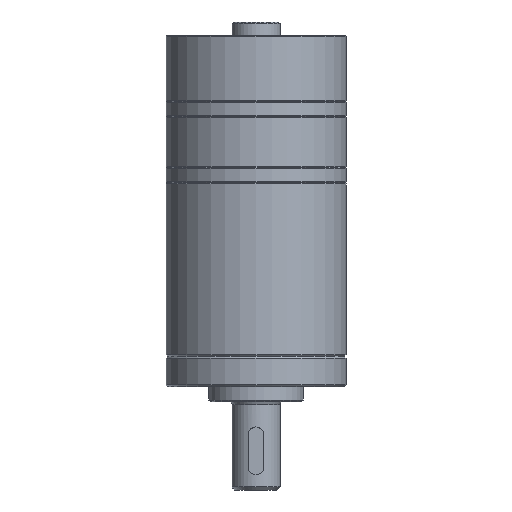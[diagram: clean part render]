
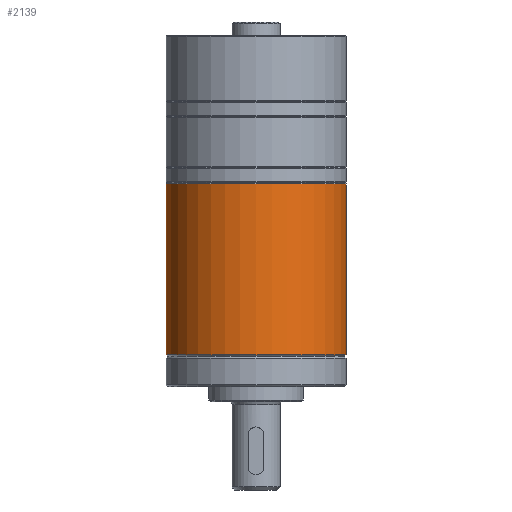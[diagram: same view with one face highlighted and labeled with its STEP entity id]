
A CAD part, front view. The second image highlights one B-rep face of the part: STEP entity #2139.
In plain terms, the highlighted cylindrical face has radius 30 mm (diameter 60 mm), a partial arc.
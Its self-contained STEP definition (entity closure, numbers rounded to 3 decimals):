
#983 = VERTEX_POINT ( 'NONE', #3593 ) ;
#1016 = VERTEX_POINT ( 'NONE', #3653 ) ;
#1017 = VERTEX_POINT ( 'NONE', #3652 ) ;
#1019 = VERTEX_POINT ( 'NONE', #3651 ) ;
#1025 = EDGE_CURVE ( 'NONE', #1019, #1017, #3705, .T. ) ;
#1043 = EDGE_CURVE ( 'NONE', #983, #1016, #3730, .T. ) ;
#2114 = EDGE_CURVE ( 'NONE', #1017, #1016, #5579, .T. ) ;
#2139 = ADVANCED_FACE ( 'NONE', ( #5648 ), #5647, .T. ) ;
#2140 = EDGE_LOOP ( 'NONE', ( #2141, #2142, #2144, #2145 ) ) ;
#2141 = ORIENTED_EDGE ( 'NONE', *, *, #1043, .F. ) ;
#2142 = ORIENTED_EDGE ( 'NONE', *, *, #2143, .T. ) ;
#2143 = EDGE_CURVE ( 'NONE', #983, #1019, #5646, .T. ) ;
#2144 = ORIENTED_EDGE ( 'NONE', *, *, #1025, .T. ) ;
#2145 = ORIENTED_EDGE ( 'NONE', *, *, #2114, .T. ) ;
#3593 = CARTESIAN_POINT ( 'NONE',  ( 30., 0., 67.5 ) ) ;
#3651 = CARTESIAN_POINT ( 'NONE',  ( -30., 0., 67.5 ) ) ;
#3652 = CARTESIAN_POINT ( 'NONE',  ( -30., 0., 10.5 ) ) ;
#3653 = CARTESIAN_POINT ( 'NONE',  ( 30., 0., 10.5 ) ) ;
#3702 = DIRECTION ( 'NONE',  ( 0., 0., -1. ) ) ;
#3703 = VECTOR ( 'NONE', #3702, 1000. ) ;
#3704 = CARTESIAN_POINT ( 'NONE',  ( -30., 0., 68. ) ) ;
#3705 = LINE ( 'NONE', #3704, #3703 ) ;
#3727 = DIRECTION ( 'NONE',  ( 0., 0., -1. ) ) ;
#3728 = VECTOR ( 'NONE', #3727, 1000. ) ;
#3729 = CARTESIAN_POINT ( 'NONE',  ( 30., 0., 68. ) ) ;
#3730 = LINE ( 'NONE', #3729, #3728 ) ;
#5575 = DIRECTION ( 'NONE',  ( 1., 0., 0. ) ) ;
#5576 = DIRECTION ( 'NONE',  ( 0., 0., 1. ) ) ;
#5577 = CARTESIAN_POINT ( 'NONE',  ( 0., 0., 10.5 ) ) ;
#5578 = AXIS2_PLACEMENT_3D ( 'NONE', #5577, #5576, #5575 ) ;
#5579 = CIRCLE ( 'NONE', #5578, 30. ) ;
#5638 = DIRECTION ( 'NONE',  ( 1., 0., 0. ) ) ;
#5639 = DIRECTION ( 'NONE',  ( 0., 0., -1. ) ) ;
#5640 = CARTESIAN_POINT ( 'NONE',  ( 0., 0., 67.5 ) ) ;
#5641 = AXIS2_PLACEMENT_3D ( 'NONE', #5640, #5639, #5638 ) ;
#5642 = DIRECTION ( 'NONE',  ( -1., 0., 0. ) ) ;
#5643 = DIRECTION ( 'NONE',  ( 0., 0., -1. ) ) ;
#5644 = CARTESIAN_POINT ( 'NONE',  ( 0., 0., 68. ) ) ;
#5645 = AXIS2_PLACEMENT_3D ( 'NONE', #5644, #5643, #5642 ) ;
#5646 = CIRCLE ( 'NONE', #5641, 30. ) ;
#5647 = CYLINDRICAL_SURFACE ( 'NONE', #5645, 30. ) ;
#5648 = FACE_OUTER_BOUND ( 'NONE', #2140, .T. ) ;
